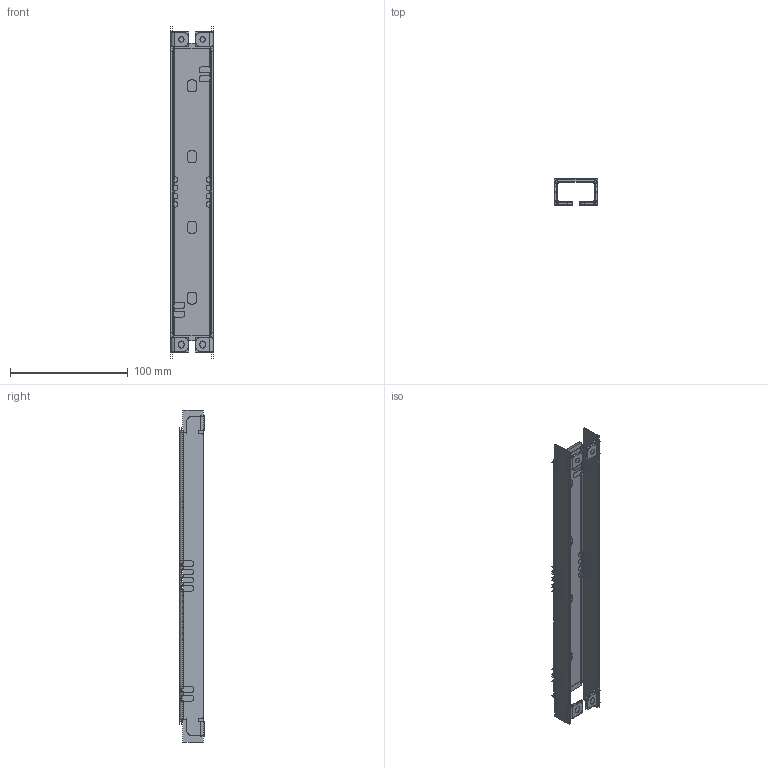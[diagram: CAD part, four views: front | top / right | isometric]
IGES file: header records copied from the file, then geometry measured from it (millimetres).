
Start section:  PTC IGES file: 235849_sm01.igs
Global section: file name: 235849_sm01.igs; native system: Creo Parametric by PTC Inc.; preprocessor: 2022414; author: banengservice; organization: Unknown; date: 20240619.182224; units: millimetre
Bounding box: 36.66 x 21.86 x 281.42 mm (x, y, z)
Volume: 27516.2 mm3; surface area: 155457.2 mm2
Topology: 1 solids, 1 shells, 628 faces, 3248 edges, 4040 vertices
Faces by surface type: bspline 364, revolution 264
